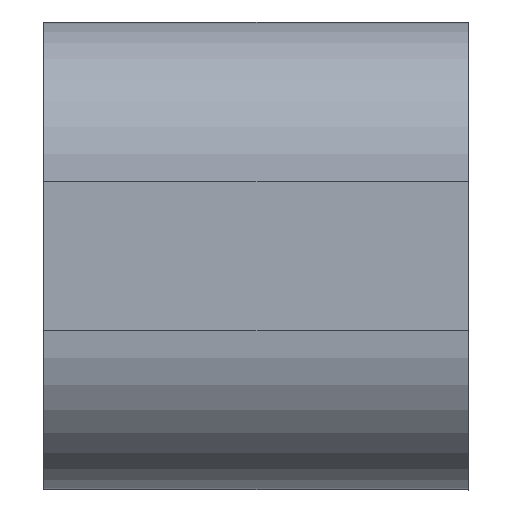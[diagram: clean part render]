
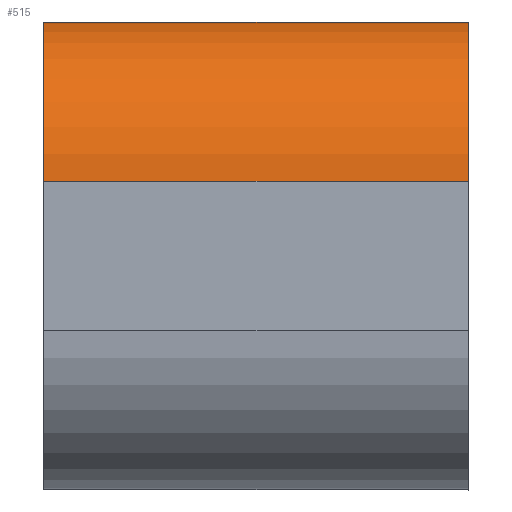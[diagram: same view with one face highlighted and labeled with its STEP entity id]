
A CAD part, left-side view. The second image highlights one B-rep face of the part: STEP entity #515.
In plain terms, the highlighted cylindrical face has radius 3 mm (diameter 6 mm), a partial arc.
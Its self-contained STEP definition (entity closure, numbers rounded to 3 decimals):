
#24=CYLINDRICAL_SURFACE('',#571,3.);
#49=FACE_OUTER_BOUND('',#77,.T.);
#77=EDGE_LOOP('',(#447,#448,#449,#450));
#98=CIRCLE('',#567,3.);
#100=CIRCLE('',#572,3.);
#113=LINE('',#750,#167);
#154=LINE('',#862,#208);
#167=VECTOR('',#597,10.);
#208=VECTOR('',#710,10.);
#220=VERTEX_POINT('',#747);
#221=VERTEX_POINT('',#749);
#253=VERTEX_POINT('',#848);
#256=VERTEX_POINT('',#860);
#269=EDGE_CURVE('',#221,#220,#113,.T.);
#319=EDGE_CURVE('',#253,#220,#98,.T.);
#324=EDGE_CURVE('',#256,#221,#100,.T.);
#325=EDGE_CURVE('',#256,#253,#154,.T.);
#447=ORIENTED_EDGE('',*,*,#324,.T.);
#448=ORIENTED_EDGE('',*,*,#269,.T.);
#449=ORIENTED_EDGE('',*,*,#319,.F.);
#450=ORIENTED_EDGE('',*,*,#325,.F.);
#515=ADVANCED_FACE('',(#49),#24,.T.);
#567=AXIS2_PLACEMENT_3D('',#850,#695,#696);
#571=AXIS2_PLACEMENT_3D('',#859,#706,#707);
#572=AXIS2_PLACEMENT_3D('',#861,#708,#709);
#597=DIRECTION('',(0.,1.,0.));
#695=DIRECTION('center_axis',(0.,1.,0.));
#696=DIRECTION('ref_axis',(-1.,0.,0.));
#706=DIRECTION('center_axis',(0.,1.,0.));
#707=DIRECTION('ref_axis',(-1.,0.,0.));
#708=DIRECTION('center_axis',(0.,1.,0.));
#709=DIRECTION('ref_axis',(-1.,0.,0.));
#710=DIRECTION('',(0.,1.,0.));
#747=CARTESIAN_POINT('',(-110.601,163.95,14.282));
#749=CARTESIAN_POINT('',(-110.601,155.95,14.282));
#750=CARTESIAN_POINT('',(-110.601,155.95,14.282));
#848=CARTESIAN_POINT('',(-113.601,163.95,11.282));
#850=CARTESIAN_POINT('Origin',(-110.601,163.95,11.282));
#859=CARTESIAN_POINT('Origin',(-110.601,155.95,11.282));
#860=CARTESIAN_POINT('',(-113.601,155.95,11.282));
#861=CARTESIAN_POINT('Origin',(-110.601,155.95,11.282));
#862=CARTESIAN_POINT('',(-113.601,155.95,11.282));
